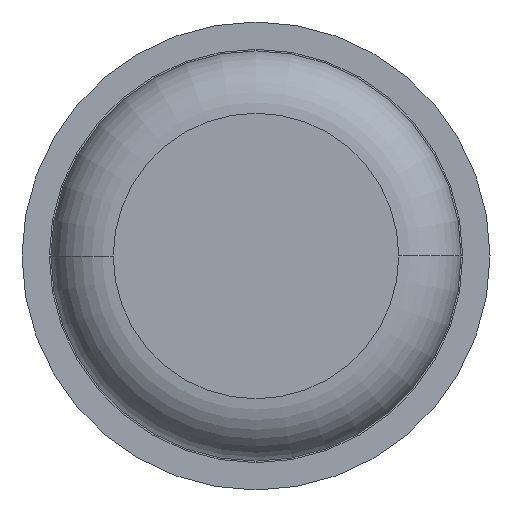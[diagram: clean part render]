
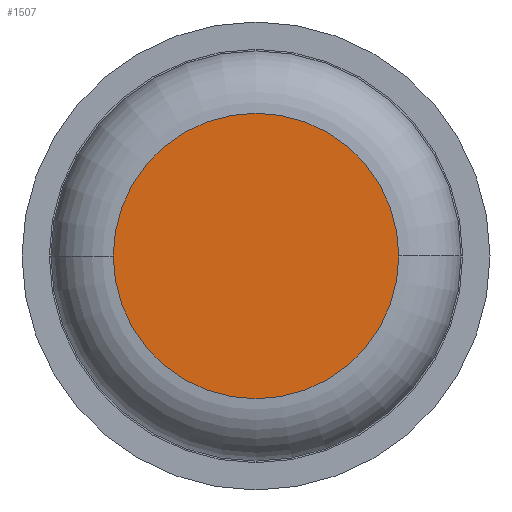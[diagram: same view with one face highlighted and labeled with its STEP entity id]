
A CAD part, front view. The second image highlights one B-rep face of the part: STEP entity #1507.
In plain terms, the highlighted planar face has unit normal (0, -1, 0).
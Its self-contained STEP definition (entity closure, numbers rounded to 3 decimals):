
#111 = EDGE_CURVE ( 'Defeature ausgef�hrt1_6+Defeature ausgef�hrt1_7+Defeature ausgef�hrt1_7+Defeature ausgef�hrt1_7', #755, #833, #423, .T. ) ;
#237 = DIRECTION ( 'NONE',  ( 0., 1., 0. ) ) ;
#423 = CIRCLE ( 'NONE', #3859, 0.915 ) ;
#448 = DIRECTION ( 'NONE',  ( -1., 0., 0. ) ) ;
#490 = EDGE_CURVE ( 'Defeature ausgef�hrt1_6+Defeature ausgef�hrt1_7+Defeature ausgef�hrt1_7+Defeature ausgef�hrt1_7', #833, #755, #1736, .T. ) ;
#492 = ORIENTED_EDGE ( 'NONE', *, *, #490, .T. ) ;
#755 = VERTEX_POINT ( 'NONE', #1578 ) ;
#833 = VERTEX_POINT ( 'NONE', #2043 ) ;
#847 = DIRECTION ( 'NONE',  ( 0., -1., 0. ) ) ;
#868 = DIRECTION ( 'NONE',  ( -1., 0., 0. ) ) ;
#1405 = AXIS2_PLACEMENT_3D ( 'NONE', #2389, #847, #448 ) ;
#1507 = ADVANCED_FACE ( 'Defeature ausgef�hrt1_6', ( #3791 ), #3102, .F. ) ;
#1578 = CARTESIAN_POINT ( 'NONE',  ( 0.915, 0., 0. ) ) ;
#1736 = CIRCLE ( 'NONE', #1405, 0.915 ) ;
#1755 = CARTESIAN_POINT ( 'NONE',  ( 0., 0., 0. ) ) ;
#1803 = DIRECTION ( 'NONE',  ( 0., -1., 0. ) ) ;
#1954 = AXIS2_PLACEMENT_3D ( 'NONE', #3460, #237, #868 ) ;
#2043 = CARTESIAN_POINT ( 'NONE',  ( -0.915, 0., 0. ) ) ;
#2389 = CARTESIAN_POINT ( 'NONE',  ( 0., 0., 0. ) ) ;
#3019 = EDGE_LOOP ( 'NONE', ( #492, #3736 ) ) ;
#3053 = DIRECTION ( 'NONE',  ( -1., 0., 0. ) ) ;
#3102 = PLANE ( 'NONE',  #1954 ) ;
#3460 = CARTESIAN_POINT ( 'NONE',  ( 0., 0., 0. ) ) ;
#3736 = ORIENTED_EDGE ( 'NONE', *, *, #111, .T. ) ;
#3791 = FACE_OUTER_BOUND ( 'NONE', #3019, .T. ) ;
#3859 = AXIS2_PLACEMENT_3D ( 'NONE', #1755, #1803, #3053 ) ;
